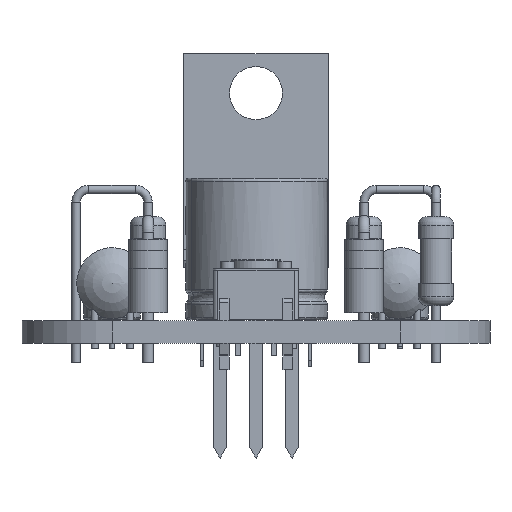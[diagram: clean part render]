
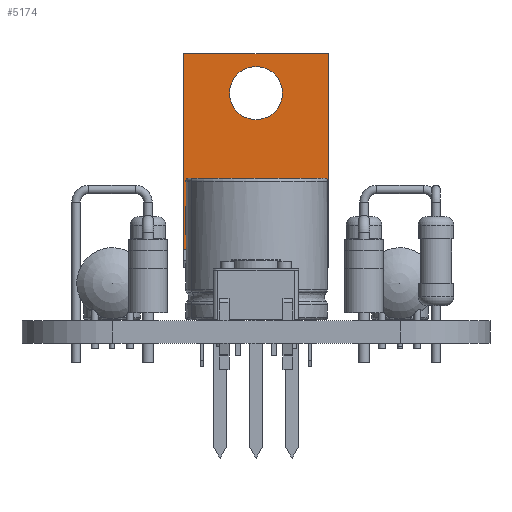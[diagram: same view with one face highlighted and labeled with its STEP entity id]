
A CAD part, front view. The second image highlights one B-rep face of the part: STEP entity #5174.
In plain terms, the highlighted face is planar.
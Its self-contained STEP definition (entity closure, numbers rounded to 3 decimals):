
#2654 = PLANE('',#2655);
#2655 = AXIS2_PLACEMENT_3D('',#2656,#2657,#2658);
#2656 = CARTESIAN_POINT('',(7.655,3.16,5.));
#2657 = DIRECTION('',(1.,0.,0.));
#2658 = DIRECTION('',(0.,-1.,0.));
#2710 = PLANE('',#2711);
#2711 = AXIS2_PLACEMENT_3D('',#2712,#2713,#2714);
#2712 = CARTESIAN_POINT('',(-2.575,1.89,5.));
#2713 = DIRECTION('',(-1.,0.,0.));
#2714 = DIRECTION('',(0.,1.,0.));
#2787 = PLANE('',#2788);
#2788 = AXIS2_PLACEMENT_3D('',#2789,#2790,#2791);
#2789 = CARTESIAN_POINT('',(-2.575,3.16,5.));
#2790 = DIRECTION('',(0.,0.,1.));
#2791 = DIRECTION('',(1.,0.,0.));
#3844 = VERTEX_POINT('',#3845);
#3845 = CARTESIAN_POINT('',(-2.575,3.16,18.775));
#3859 = PLANE('',#3860);
#3860 = AXIS2_PLACEMENT_3D('',#3861,#3862,#3863);
#3861 = CARTESIAN_POINT('',(-2.575,3.16,18.775));
#3862 = DIRECTION('',(0.,0.,1.));
#3863 = DIRECTION('',(1.,0.,0.));
#3871 = EDGE_CURVE('',#3872,#3844,#3874,.T.);
#3872 = VERTEX_POINT('',#3873);
#3873 = CARTESIAN_POINT('',(-2.575,3.16,5.));
#3874 = SURFACE_CURVE('',#3875,(#3879,#3886),.PCURVE_S1.);
#3875 = LINE('',#3876,#3877);
#3876 = CARTESIAN_POINT('',(-2.575,3.16,5.));
#3877 = VECTOR('',#3878,1.);
#3878 = DIRECTION('',(0.,0.,1.));
#3879 = PCURVE('',#2710,#3880);
#3880 = DEFINITIONAL_REPRESENTATION('',(#3881),#3885);
#3881 = LINE('',#3882,#3883);
#3882 = CARTESIAN_POINT('',(1.27,0.));
#3883 = VECTOR('',#3884,1.);
#3884 = DIRECTION('',(0.,-1.));
#3885 = ( GEOMETRIC_REPRESENTATION_CONTEXT(2) 
PARAMETRIC_REPRESENTATION_CONTEXT() REPRESENTATION_CONTEXT('2D SPACE',''
  ) );
#3886 = PCURVE('',#3887,#3892);
#3887 = PLANE('',#3888);
#3888 = AXIS2_PLACEMENT_3D('',#3889,#3890,#3891);
#3889 = CARTESIAN_POINT('',(-2.575,3.16,5.));
#3890 = DIRECTION('',(0.,1.,0.));
#3891 = DIRECTION('',(1.,0.,0.));
#3892 = DEFINITIONAL_REPRESENTATION('',(#3893),#3897);
#3893 = LINE('',#3894,#3895);
#3894 = CARTESIAN_POINT('',(0.,0.));
#3895 = VECTOR('',#3896,1.);
#3896 = DIRECTION('',(0.,-1.));
#3897 = ( GEOMETRIC_REPRESENTATION_CONTEXT(2) 
PARAMETRIC_REPRESENTATION_CONTEXT() REPRESENTATION_CONTEXT('2D SPACE',''
  ) );
#3989 = CYLINDRICAL_SURFACE('',#3990,1.868);
#3990 = AXIS2_PLACEMENT_3D('',#3991,#3992,#3993);
#3991 = CARTESIAN_POINT('',(2.54,1.89,16.005));
#3992 = DIRECTION('',(0.,-1.,0.));
#3993 = DIRECTION('',(1.,0.,0.));
#4005 = VERTEX_POINT('',#4006);
#4006 = CARTESIAN_POINT('',(7.655,3.16,5.));
#4027 = EDGE_CURVE('',#4005,#4028,#4030,.T.);
#4028 = VERTEX_POINT('',#4029);
#4029 = CARTESIAN_POINT('',(7.655,3.16,18.775));
#4030 = SURFACE_CURVE('',#4031,(#4035,#4042),.PCURVE_S1.);
#4031 = LINE('',#4032,#4033);
#4032 = CARTESIAN_POINT('',(7.655,3.16,5.));
#4033 = VECTOR('',#4034,1.);
#4034 = DIRECTION('',(0.,0.,1.));
#4035 = PCURVE('',#2654,#4036);
#4036 = DEFINITIONAL_REPRESENTATION('',(#4037),#4041);
#4037 = LINE('',#4038,#4039);
#4038 = CARTESIAN_POINT('',(0.,0.));
#4039 = VECTOR('',#4040,1.);
#4040 = DIRECTION('',(0.,-1.));
#4041 = ( GEOMETRIC_REPRESENTATION_CONTEXT(2) 
PARAMETRIC_REPRESENTATION_CONTEXT() REPRESENTATION_CONTEXT('2D SPACE',''
  ) );
#4042 = PCURVE('',#3887,#4043);
#4043 = DEFINITIONAL_REPRESENTATION('',(#4044),#4048);
#4044 = LINE('',#4045,#4046);
#4045 = CARTESIAN_POINT('',(10.23,0.));
#4046 = VECTOR('',#4047,1.);
#4047 = DIRECTION('',(0.,-1.));
#4048 = ( GEOMETRIC_REPRESENTATION_CONTEXT(2) 
PARAMETRIC_REPRESENTATION_CONTEXT() REPRESENTATION_CONTEXT('2D SPACE',''
  ) );
#4077 = EDGE_CURVE('',#3872,#4005,#4078,.T.);
#4078 = SURFACE_CURVE('',#4079,(#4083,#4090),.PCURVE_S1.);
#4079 = LINE('',#4080,#4081);
#4080 = CARTESIAN_POINT('',(-2.575,3.16,5.));
#4081 = VECTOR('',#4082,1.);
#4082 = DIRECTION('',(1.,0.,0.));
#4083 = PCURVE('',#2787,#4084);
#4084 = DEFINITIONAL_REPRESENTATION('',(#4085),#4089);
#4085 = LINE('',#4086,#4087);
#4086 = CARTESIAN_POINT('',(0.,0.));
#4087 = VECTOR('',#4088,1.);
#4088 = DIRECTION('',(1.,0.));
#4089 = ( GEOMETRIC_REPRESENTATION_CONTEXT(2) 
PARAMETRIC_REPRESENTATION_CONTEXT() REPRESENTATION_CONTEXT('2D SPACE',''
  ) );
#4090 = PCURVE('',#3887,#4091);
#4091 = DEFINITIONAL_REPRESENTATION('',(#4092),#4096);
#4092 = LINE('',#4093,#4094);
#4093 = CARTESIAN_POINT('',(0.,0.));
#4094 = VECTOR('',#4095,1.);
#4095 = DIRECTION('',(1.,0.));
#4096 = ( GEOMETRIC_REPRESENTATION_CONTEXT(2) 
PARAMETRIC_REPRESENTATION_CONTEXT() REPRESENTATION_CONTEXT('2D SPACE',''
  ) );
#5174 = ADVANCED_FACE('',(#5175,#5201),#3887,.T.);
#5175 = FACE_BOUND('',#5176,.T.);
#5176 = EDGE_LOOP('',(#5177,#5178,#5199,#5200));
#5177 = ORIENTED_EDGE('',*,*,#3871,.T.);
#5178 = ORIENTED_EDGE('',*,*,#5179,.T.);
#5179 = EDGE_CURVE('',#3844,#4028,#5180,.T.);
#5180 = SURFACE_CURVE('',#5181,(#5185,#5192),.PCURVE_S1.);
#5181 = LINE('',#5182,#5183);
#5182 = CARTESIAN_POINT('',(-2.575,3.16,18.775));
#5183 = VECTOR('',#5184,1.);
#5184 = DIRECTION('',(1.,0.,0.));
#5185 = PCURVE('',#3887,#5186);
#5186 = DEFINITIONAL_REPRESENTATION('',(#5187),#5191);
#5187 = LINE('',#5188,#5189);
#5188 = CARTESIAN_POINT('',(0.,-13.775));
#5189 = VECTOR('',#5190,1.);
#5190 = DIRECTION('',(1.,0.));
#5191 = ( GEOMETRIC_REPRESENTATION_CONTEXT(2) 
PARAMETRIC_REPRESENTATION_CONTEXT() REPRESENTATION_CONTEXT('2D SPACE',''
  ) );
#5192 = PCURVE('',#3859,#5193);
#5193 = DEFINITIONAL_REPRESENTATION('',(#5194),#5198);
#5194 = LINE('',#5195,#5196);
#5195 = CARTESIAN_POINT('',(0.,0.));
#5196 = VECTOR('',#5197,1.);
#5197 = DIRECTION('',(1.,0.));
#5198 = ( GEOMETRIC_REPRESENTATION_CONTEXT(2) 
PARAMETRIC_REPRESENTATION_CONTEXT() REPRESENTATION_CONTEXT('2D SPACE',''
  ) );
#5199 = ORIENTED_EDGE('',*,*,#4027,.F.);
#5200 = ORIENTED_EDGE('',*,*,#4077,.F.);
#5201 = FACE_BOUND('',#5202,.T.);
#5202 = EDGE_LOOP('',(#5203));
#5203 = ORIENTED_EDGE('',*,*,#5204,.T.);
#5204 = EDGE_CURVE('',#5205,#5205,#5207,.T.);
#5205 = VERTEX_POINT('',#5206);
#5206 = CARTESIAN_POINT('',(4.408,3.16,16.005));
#5207 = SURFACE_CURVE('',#5208,(#5213,#5224),.PCURVE_S1.);
#5208 = CIRCLE('',#5209,1.868);
#5209 = AXIS2_PLACEMENT_3D('',#5210,#5211,#5212);
#5210 = CARTESIAN_POINT('',(2.54,3.16,16.005));
#5211 = DIRECTION('',(0.,-1.,0.));
#5212 = DIRECTION('',(1.,0.,0.));
#5213 = PCURVE('',#3887,#5214);
#5214 = DEFINITIONAL_REPRESENTATION('',(#5215),#5223);
#5215 = ( BOUNDED_CURVE() B_SPLINE_CURVE(2,(#5216,#5217,#5218,#5219,
#5220,#5221,#5222),.UNSPECIFIED.,.T.,.F.) B_SPLINE_CURVE_WITH_KNOTS((1,2
    ,2,2,2,1),(-2.094,0.,2.094,4.189,
6.283,8.378),.UNSPECIFIED.) CURVE() 
GEOMETRIC_REPRESENTATION_ITEM() RATIONAL_B_SPLINE_CURVE((1.,0.5,1.,0.5,
1.,0.5,1.)) REPRESENTATION_ITEM('') );
#5216 = CARTESIAN_POINT('',(6.983,-11.005));
#5217 = CARTESIAN_POINT('',(6.983,-14.24));
#5218 = CARTESIAN_POINT('',(4.181,-12.622));
#5219 = CARTESIAN_POINT('',(1.38,-11.005));
#5220 = CARTESIAN_POINT('',(4.181,-9.388));
#5221 = CARTESIAN_POINT('',(6.983,-7.77));
#5222 = CARTESIAN_POINT('',(6.983,-11.005));
#5223 = ( GEOMETRIC_REPRESENTATION_CONTEXT(2) 
PARAMETRIC_REPRESENTATION_CONTEXT() REPRESENTATION_CONTEXT('2D SPACE',''
  ) );
#5224 = PCURVE('',#3989,#5225);
#5225 = DEFINITIONAL_REPRESENTATION('',(#5226),#5230);
#5226 = LINE('',#5227,#5228);
#5227 = CARTESIAN_POINT('',(0.,-1.27));
#5228 = VECTOR('',#5229,1.);
#5229 = DIRECTION('',(1.,0.));
#5230 = ( GEOMETRIC_REPRESENTATION_CONTEXT(2) 
PARAMETRIC_REPRESENTATION_CONTEXT() REPRESENTATION_CONTEXT('2D SPACE',''
  ) );
